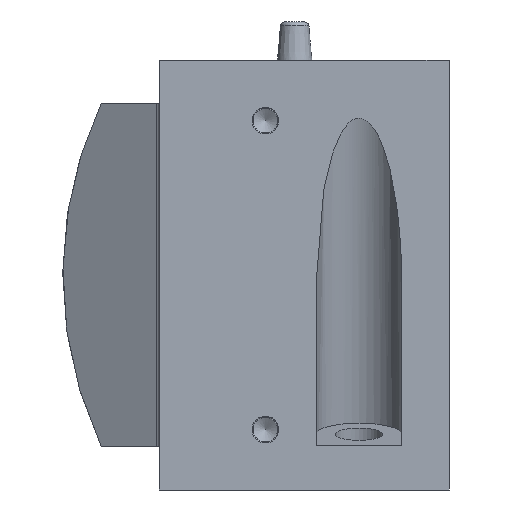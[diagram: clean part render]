
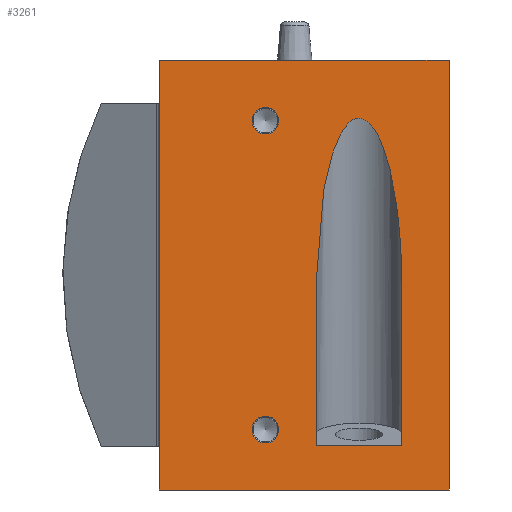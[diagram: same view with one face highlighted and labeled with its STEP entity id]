
A CAD part, left-side view. The second image highlights one B-rep face of the part: STEP entity #3261.
In plain terms, the highlighted planar face has unit normal (-1, 0, 0).
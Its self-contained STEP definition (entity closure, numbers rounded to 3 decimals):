
#148=ELLIPSE('',#3490,19.319,5.);
#159=LINE('',#4925,#422);
#160=LINE('',#4928,#423);
#161=LINE('',#4930,#424);
#162=LINE('',#4932,#425);
#163=LINE('',#4933,#426);
#164=LINE('',#4936,#427);
#165=LINE('',#4940,#428);
#422=VECTOR('',#3884,1000.);
#423=VECTOR('',#3885,1000.);
#424=VECTOR('',#3886,1000.);
#425=VECTOR('',#3887,1000.);
#426=VECTOR('',#3888,1000.);
#427=VECTOR('',#3889,1000.);
#428=VECTOR('',#3892,1000.);
#685=ORIENTED_EDGE('',*,*,#1595,.F.);
#686=ORIENTED_EDGE('',*,*,#1596,.F.);
#687=ORIENTED_EDGE('',*,*,#1597,.T.);
#688=ORIENTED_EDGE('',*,*,#1598,.F.);
#689=ORIENTED_EDGE('',*,*,#1599,.F.);
#690=ORIENTED_EDGE('',*,*,#1600,.T.);
#691=ORIENTED_EDGE('',*,*,#1601,.F.);
#692=ORIENTED_EDGE('',*,*,#1602,.T.);
#693=ORIENTED_EDGE('',*,*,#1603,.F.);
#694=ORIENTED_EDGE('',*,*,#1604,.F.);
#1595=EDGE_CURVE('',#2050,#2050,#2383,.F.);
#1596=EDGE_CURVE('',#2051,#2051,#2384,.F.);
#1597=EDGE_CURVE('',#2052,#2053,#159,.T.);
#1598=EDGE_CURVE('',#2054,#2053,#160,.T.);
#1599=EDGE_CURVE('',#2055,#2054,#161,.T.);
#1600=EDGE_CURVE('',#2055,#2052,#162,.T.);
#1601=EDGE_CURVE('',#2056,#2057,#163,.T.);
#1602=EDGE_CURVE('',#2056,#2058,#164,.T.);
#1603=EDGE_CURVE('',#2059,#2058,#148,.F.);
#1604=EDGE_CURVE('',#2057,#2059,#165,.T.);
#2050=VERTEX_POINT('',#4922);
#2051=VERTEX_POINT('',#4924);
#2052=VERTEX_POINT('',#4926);
#2053=VERTEX_POINT('',#4927);
#2054=VERTEX_POINT('',#4929);
#2055=VERTEX_POINT('',#4931);
#2056=VERTEX_POINT('',#4934);
#2057=VERTEX_POINT('',#4935);
#2058=VERTEX_POINT('',#4937);
#2059=VERTEX_POINT('',#4939);
#2383=CIRCLE('',#3488,1.55);
#2384=CIRCLE('',#3489,1.55);
#2548=EDGE_LOOP('',(#685));
#2549=EDGE_LOOP('',(#686));
#2550=EDGE_LOOP('',(#687,#688,#689,#690));
#2551=EDGE_LOOP('',(#691,#692,#693,#694));
#2850=FACE_BOUND('',#2548,.T.);
#2851=FACE_BOUND('',#2549,.T.);
#2852=FACE_BOUND('',#2550,.T.);
#2853=FACE_BOUND('',#2551,.T.);
#3156=PLANE('',#3487);
#3261=ADVANCED_FACE('',(#2850,#2851,#2852,#2853),#3156,.F.);
#3487=AXIS2_PLACEMENT_3D('',#4920,#3878,#3879);
#3488=AXIS2_PLACEMENT_3D('',#4921,#3880,#3881);
#3489=AXIS2_PLACEMENT_3D('',#4923,#3882,#3883);
#3490=AXIS2_PLACEMENT_3D('',#4938,#3890,#3891);
#3878=DIRECTION('',(1.,0.,0.));
#3879=DIRECTION('',(0.,0.,-1.));
#3880=DIRECTION('',(1.,0.,0.));
#3881=DIRECTION('',(0.,0.,-1.));
#3882=DIRECTION('',(1.,0.,0.));
#3883=DIRECTION('',(0.,0.,-1.));
#3884=DIRECTION('',(0.,-1.,0.));
#3885=DIRECTION('',(0.,0.,-1.));
#3886=DIRECTION('',(0.,-1.,0.));
#3887=DIRECTION('',(0.,0.,-1.));
#3888=DIRECTION('',(0.,-1.,0.));
#3889=DIRECTION('',(0.,0.,1.));
#3890=DIRECTION('',(1.,0.,0.));
#3891=DIRECTION('',(0.,0.,-1.));
#3892=DIRECTION('',(0.,0.,1.));
#4920=CARTESIAN_POINT('',(-53.8,33.8,25.05));
#4921=CARTESIAN_POINT('',(-53.8,21.4,18.));
#4922=CARTESIAN_POINT('',(-53.8,21.4,16.45));
#4923=CARTESIAN_POINT('',(-53.8,21.4,-18.));
#4924=CARTESIAN_POINT('',(-53.8,21.4,-19.55));
#4925=CARTESIAN_POINT('',(-53.8,33.8,-25.05));
#4926=CARTESIAN_POINT('',(-53.8,33.8,-25.05));
#4927=CARTESIAN_POINT('',(-53.8,0.,-25.05));
#4928=CARTESIAN_POINT('',(-53.8,0.,25.05));
#4929=CARTESIAN_POINT('',(-53.8,0.,25.05));
#4930=CARTESIAN_POINT('',(-53.8,33.8,25.05));
#4931=CARTESIAN_POINT('',(-53.8,33.8,25.05));
#4932=CARTESIAN_POINT('',(-53.8,33.8,25.05));
#4933=CARTESIAN_POINT('',(-53.8,33.8,-19.809));
#4934=CARTESIAN_POINT('',(-53.8,15.5,-19.809));
#4935=CARTESIAN_POINT('',(-53.8,5.5,-19.809));
#4936=CARTESIAN_POINT('',(-53.8,15.5,25.05));
#4937=CARTESIAN_POINT('',(-53.8,15.5,-1.034));
#4938=CARTESIAN_POINT('',(-53.8,10.5,-1.034));
#4939=CARTESIAN_POINT('',(-53.8,5.5,-1.034));
#4940=CARTESIAN_POINT('',(-53.8,5.5,25.05));
